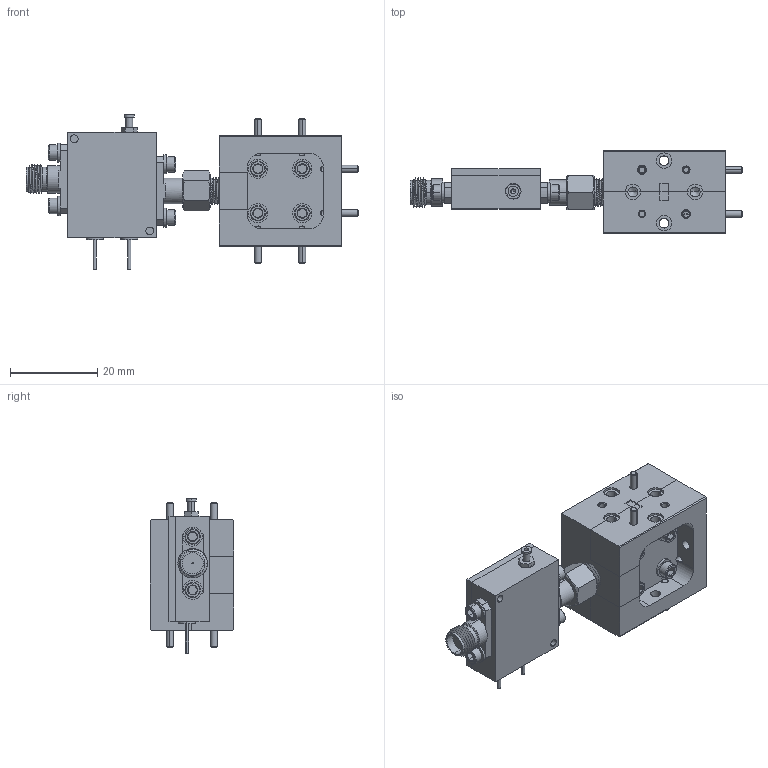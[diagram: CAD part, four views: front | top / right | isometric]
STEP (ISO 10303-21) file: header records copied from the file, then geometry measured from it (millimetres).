
FILE_DESCRIPTION (( 'STEP AP214' ), '1' );
FILE_NAME ('SKD-5537132725-1515-R1.STEP', '2018-09-12T18:53:18', ( '' ), ( '' ), 'SwSTEP 2.0', 'SolidWorks 2016', '' );
FILE_SCHEMA (( 'AUTOMOTIVE_DESIGN' ));
Length unit declared in the file: inch
Products named in the file (1): SKD-5537132725-1515-R1
Bounding box: 76.01 x 19.05 x 35.33 mm (x, y, z)
Volume: 15734.1 mm3; surface area: 13285.3 mm2
Topology: 36 solids, 36 shells, 1615 faces, 4254 edges, 2747 vertices
Faces by surface type: cylinder 831, plane 463, cone 253, bspline 66, torus 2
Entity records: 90656 total; most frequent: CARTESIAN_POINT 32835, ORIENTED_EDGE 8448, DIRECTION 6725, EDGE_CURVE 4224, VERTEX_POINT 2747, AXIS2_PLACEMENT_3D 2415, LINE 1895, VECTOR 1895
